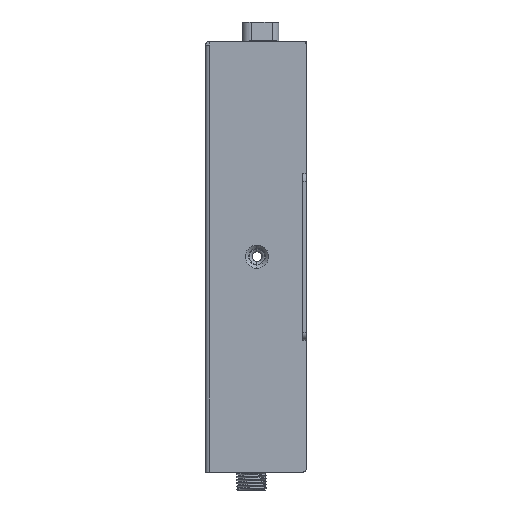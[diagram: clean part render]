
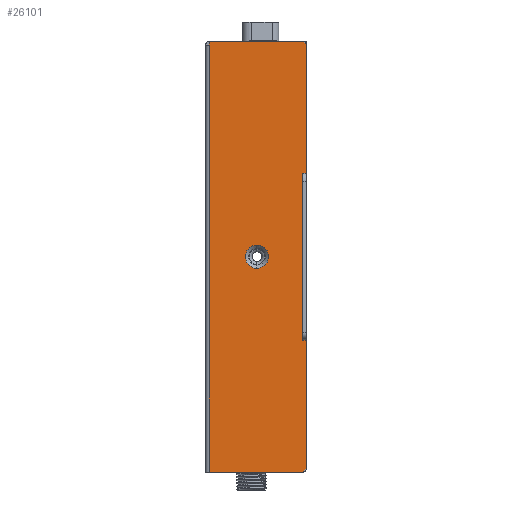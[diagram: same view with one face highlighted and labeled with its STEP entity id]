
A CAD part, left-side view. The second image highlights one B-rep face of the part: STEP entity #26101.
In plain terms, the highlighted planar face has unit normal (-1, 0, 0).
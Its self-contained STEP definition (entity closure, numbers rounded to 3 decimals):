
#23607=DIRECTION('',(0.,0.,-1.));
#23608=VECTOR('',#23607,43.);
#23609=CARTESIAN_POINT('',(-38.5,1.,21.5));
#23610=LINE('',#23609,#23608);
#23699=CARTESIAN_POINT('',(-38.5,12.75,0.));
#23700=DIRECTION('',(1.,0.,0.));
#23701=DIRECTION('',(0.,0.,-1.));
#23702=AXIS2_PLACEMENT_3D('',#23699,#23700,#23701);
#23704=CARTESIAN_POINT('',(-38.5,12.75,0.));
#23705=DIRECTION('',(1.,0.,0.));
#23706=DIRECTION('',(0.,0.,1.));
#23707=AXIS2_PLACEMENT_3D('',#23704,#23705,#23706);
#23709=CARTESIAN_POINT('',(-38.5,1.,54.5));
#23710=DIRECTION('',(-1.,0.,0.));
#23711=DIRECTION('',(0.,-1.,0.));
#23712=AXIS2_PLACEMENT_3D('',#23709,#23710,#23711);
#23714=DIRECTION('',(0.,-1.,0.));
#23715=VECTOR('',#23714,1.);
#23716=CARTESIAN_POINT('',(-38.5,1.,21.5));
#23717=LINE('',#23716,#23715);
#23718=DIRECTION('',(0.,-1.,0.));
#23719=VECTOR('',#23718,1.);
#23720=CARTESIAN_POINT('',(-38.5,1.,-21.5));
#23721=LINE('',#23720,#23719);
#23722=DIRECTION('',(0.,0.,-1.));
#23723=VECTOR('',#23722,33.);
#23724=CARTESIAN_POINT('',(-38.5,0.,-21.5));
#23725=LINE('',#23724,#23723);
#23726=CARTESIAN_POINT('',(-38.5,1.,-54.5));
#23727=DIRECTION('',(-1.,0.,0.));
#23728=DIRECTION('',(0.,0.,-1.));
#23729=AXIS2_PLACEMENT_3D('',#23726,#23727,#23728);
#23731=DIRECTION('',(0.,1.,0.));
#23732=VECTOR('',#23731,24.);
#23733=CARTESIAN_POINT('',(-38.5,1.,-55.5));
#23734=LINE('',#23733,#23732);
#23735=DIRECTION('',(0.,0.,1.));
#23736=VECTOR('',#23735,110.);
#23737=CARTESIAN_POINT('',(-38.5,25.,-55.5));
#23738=LINE('',#23737,#23736);
#23739=DIRECTION('',(0.,0.,-1.));
#23740=VECTOR('',#23739,1.);
#23741=CARTESIAN_POINT('',(-38.5,25.,55.5));
#23742=LINE('',#23741,#23740);
#23743=DIRECTION('',(0.,1.,0.));
#23744=VECTOR('',#23743,24.);
#23745=CARTESIAN_POINT('',(-38.5,1.,55.5));
#23746=LINE('',#23745,#23744);
#23987=DIRECTION('',(0.,0.,1.));
#23988=VECTOR('',#23987,33.);
#23989=CARTESIAN_POINT('',(-38.5,0.,21.5));
#23990=LINE('',#23989,#23988);
#25511=CARTESIAN_POINT('',(-38.5,25.,-55.5));
#25512=VERTEX_POINT('',#25511);
#25513=CARTESIAN_POINT('',(-38.5,25.,54.5));
#25514=VERTEX_POINT('',#25513);
#25537=CARTESIAN_POINT('',(-38.5,1.,21.5));
#25538=CARTESIAN_POINT('',(-38.5,0.,21.5));
#25539=VERTEX_POINT('',#25537);
#25540=VERTEX_POINT('',#25538);
#25545=CARTESIAN_POINT('',(-38.5,1.,-21.5));
#25546=CARTESIAN_POINT('',(-38.5,0.,-21.5));
#25547=VERTEX_POINT('',#25545);
#25548=VERTEX_POINT('',#25546);
#25593=CARTESIAN_POINT('',(-38.5,25.,55.5));
#25594=VERTEX_POINT('',#25593);
#25701=CARTESIAN_POINT('',(-38.5,12.75,-3.));
#25702=CARTESIAN_POINT('',(-38.5,12.75,3.));
#25703=VERTEX_POINT('',#25701);
#25704=VERTEX_POINT('',#25702);
#25821=CARTESIAN_POINT('',(-38.5,0.,54.5));
#25822=CARTESIAN_POINT('',(-38.5,1.,55.5));
#25823=VERTEX_POINT('',#25821);
#25824=VERTEX_POINT('',#25822);
#25849=CARTESIAN_POINT('',(-38.5,1.,-55.5));
#25850=VERTEX_POINT('',#25849);
#25851=CARTESIAN_POINT('',(-38.5,0.,-54.5));
#25852=VERTEX_POINT('',#25851);
#26067=CARTESIAN_POINT('',(-38.5,25.,54.5));
#26068=DIRECTION('',(1.,0.,0.));
#26069=DIRECTION('',(0.,0.,1.));
#26070=AXIS2_PLACEMENT_3D('',#26067,#26068,#26069);
#26071=PLANE('',#26070);
#26073=ORIENTED_EDGE('',*,*,#26072,.F.);
#26075=ORIENTED_EDGE('',*,*,#26074,.F.);
#26077=ORIENTED_EDGE('',*,*,#26076,.F.);
#26078=ORIENTED_EDGE('',*,*,#26018,.T.);
#26080=ORIENTED_EDGE('',*,*,#26079,.T.);
#26082=ORIENTED_EDGE('',*,*,#26081,.T.);
#26084=ORIENTED_EDGE('',*,*,#26083,.F.);
#26086=ORIENTED_EDGE('',*,*,#26085,.T.);
#26088=ORIENTED_EDGE('',*,*,#26087,.T.);
#26090=ORIENTED_EDGE('',*,*,#26089,.F.);
#26092=ORIENTED_EDGE('',*,*,#26091,.F.);
#26093=EDGE_LOOP('',(#26073,#26075,#26077,#26078,#26080,#26082,#26084,#26086,
#26088,#26090,#26092));
#26094=FACE_OUTER_BOUND('',#26093,.F.);
#26096=ORIENTED_EDGE('',*,*,#26095,.F.);
#26098=ORIENTED_EDGE('',*,*,#26097,.F.);
#26099=EDGE_LOOP('',(#26096,#26098));
#26100=FACE_BOUND('',#26099,.F.);
#26101=ADVANCED_FACE('',(#26094,#26100),#26071,.F.);
#23703=CIRCLE('',#23702,3.);
#23708=CIRCLE('',#23707,3.);
#23713=CIRCLE('',#23712,1.);
#23730=CIRCLE('',#23729,1.);
#26018=EDGE_CURVE('',#25539,#25547,#23610,.T.);
#26072=EDGE_CURVE('',#25823,#25824,#23713,.T.);
#26074=EDGE_CURVE('',#25540,#25823,#23990,.T.);
#26076=EDGE_CURVE('',#25539,#25540,#23717,.T.);
#26079=EDGE_CURVE('',#25547,#25548,#23721,.T.);
#26081=EDGE_CURVE('',#25548,#25852,#23725,.T.);
#26083=EDGE_CURVE('',#25850,#25852,#23730,.T.);
#26085=EDGE_CURVE('',#25850,#25512,#23734,.T.);
#26087=EDGE_CURVE('',#25512,#25514,#23738,.T.);
#26089=EDGE_CURVE('',#25594,#25514,#23742,.T.);
#26091=EDGE_CURVE('',#25824,#25594,#23746,.T.);
#26095=EDGE_CURVE('',#25703,#25704,#23703,.T.);
#26097=EDGE_CURVE('',#25704,#25703,#23708,.T.);
